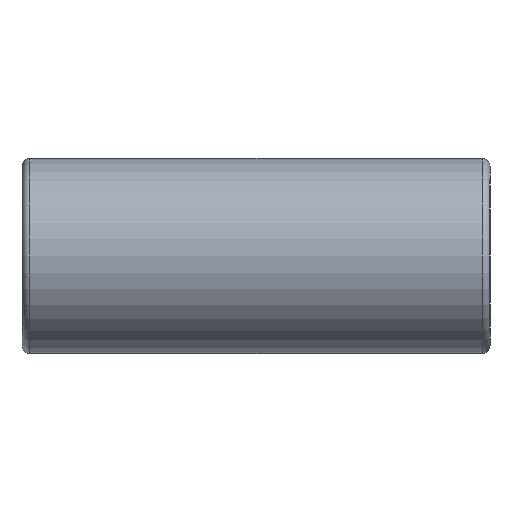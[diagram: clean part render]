
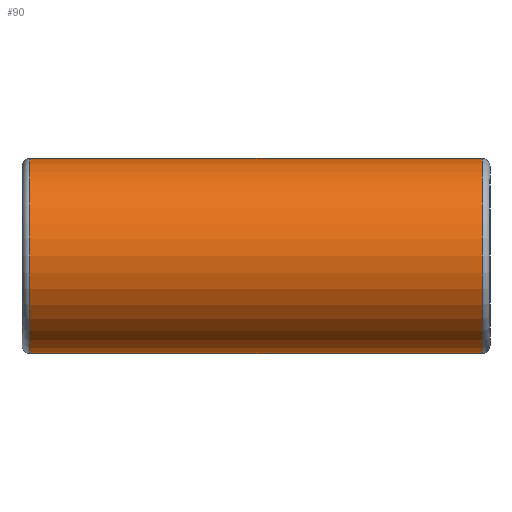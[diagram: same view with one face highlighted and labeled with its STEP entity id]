
A CAD part, left-side view. The second image highlights one B-rep face of the part: STEP entity #90.
In plain terms, the highlighted cylindrical face has radius 2.5 mm (diameter 5 mm), a partial arc.
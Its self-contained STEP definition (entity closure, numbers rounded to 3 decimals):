
#90 = ADVANCED_FACE( '', ( #181 ), #182, .T. );
#181 = FACE_OUTER_BOUND( '', #268, .T. );
#182 = CYLINDRICAL_SURFACE( '', #269, 2.5 );
#268 = EDGE_LOOP( '', ( #455, #456, #457, #458 ) );
#269 = AXIS2_PLACEMENT_3D( '', #459, #460, #461 );
#455 = ORIENTED_EDGE( '', *, *, #505, .T. );
#456 = ORIENTED_EDGE( '', *, *, #576, .T. );
#457 = ORIENTED_EDGE( '', *, *, #577, .F. );
#458 = ORIENTED_EDGE( '', *, *, #551, .T. );
#459 = CARTESIAN_POINT( '', ( -13., -6., 0. ) );
#460 = DIRECTION( '', ( 0., -1., 0. ) );
#461 = DIRECTION( '', ( 0., 0., 1. ) );
#505 = EDGE_CURVE( '', #590, #588, #591, .T. );
#551 = EDGE_CURVE( '', #658, #590, #661, .T. );
#576 = EDGE_CURVE( '', #588, #628, #690, .F. );
#577 = EDGE_CURVE( '', #658, #628, #691, .T. );
#588 = VERTEX_POINT( '', #703 );
#590 = VERTEX_POINT( '', #706 );
#591 = LINE( '', #707, #708 );
#628 = VERTEX_POINT( '', #751 );
#658 = VERTEX_POINT( '', #788 );
#661 = CIRCLE( '', #791, 2.5 );
#690 = CIRCLE( '', #826, 2.5 );
#691 = LINE( '', #827, #828 );
#703 = CARTESIAN_POINT( '', ( -13., 5.8, 2.5 ) );
#706 = CARTESIAN_POINT( '', ( -13., -5.8, 2.5 ) );
#707 = CARTESIAN_POINT( '', ( -13., -6., 2.5 ) );
#708 = VECTOR( '', #838, 1000. );
#751 = CARTESIAN_POINT( '', ( -13., 5.8, -2.5 ) );
#788 = CARTESIAN_POINT( '', ( -13., -5.8, -2.5 ) );
#791 = AXIS2_PLACEMENT_3D( '', #918, #919, #920 );
#826 = AXIS2_PLACEMENT_3D( '', #951, #952, #953 );
#827 = CARTESIAN_POINT( '', ( -13., -6., -2.5 ) );
#828 = VECTOR( '', #954, 1000. );
#838 = DIRECTION( '', ( 0., 1., 0. ) );
#918 = CARTESIAN_POINT( '', ( -13., -5.8, 0. ) );
#919 = DIRECTION( '', ( 0., 1., 0. ) );
#920 = DIRECTION( '', ( 0., 0., 1. ) );
#951 = CARTESIAN_POINT( '', ( -13., 5.8, 0. ) );
#952 = DIRECTION( '', ( 0., 1., 0. ) );
#953 = DIRECTION( '', ( 0., 0., 1. ) );
#954 = DIRECTION( '', ( 0., 1., 0. ) );
